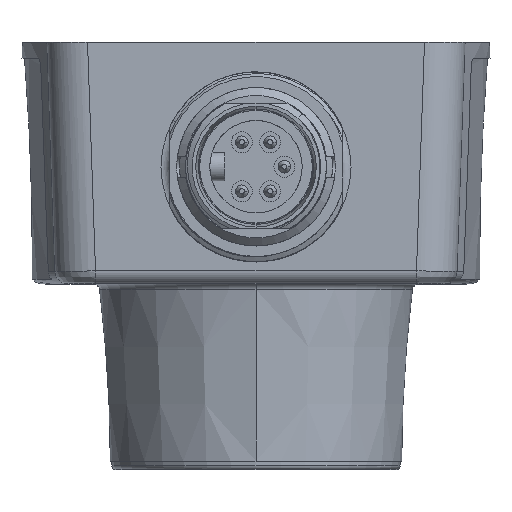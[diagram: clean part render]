
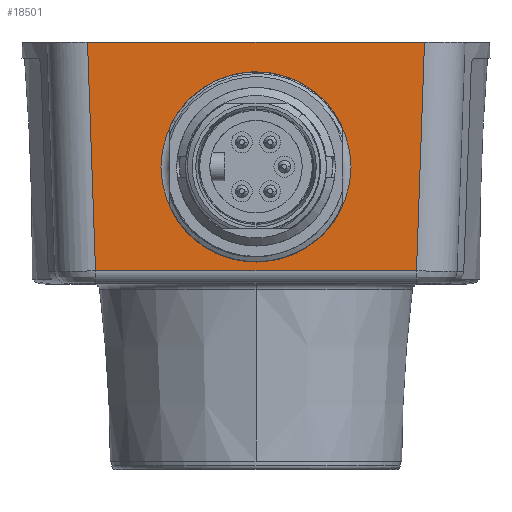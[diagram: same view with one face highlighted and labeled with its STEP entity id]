
A CAD part, top view. The second image highlights one B-rep face of the part: STEP entity #18501.
In plain terms, the highlighted planar face has unit normal (0, 0, 1).
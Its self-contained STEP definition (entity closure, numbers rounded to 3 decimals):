
#14=DIRECTION('',(-1.,0.,0.));
#15=VECTOR('',#14,53.192);
#16=CARTESIAN_POINT('',(26.596,38.1,0.));
#17=LINE('',#16,#15);
#518=DIRECTION('',(-1.,0.,0.));
#519=VECTOR('',#518,50.671);
#520=CARTESIAN_POINT('',(25.335,2.,0.));
#521=LINE('',#520,#519);
#1805=CARTESIAN_POINT('',(-26.596,38.1,0.));
#1807=DIRECTION('',(0.035,-0.999,0.));
#1808=VECTOR('',#1807,36.122);
#1809=CARTESIAN_POINT('',(-26.596,38.1,0.));
#1810=LINE('',#1809,#1808);
#1811=CARTESIAN_POINT('',(0.,18.4,0.));
#1812=DIRECTION('',(0.,0.,1.));
#1813=DIRECTION('',(0.,1.,0.));
#1814=AXIS2_PLACEMENT_3D('',#1811,#1812,#1813);
#1816=CARTESIAN_POINT('',(0.,18.4,0.));
#1817=DIRECTION('',(0.,0.,1.));
#1818=DIRECTION('',(0.,-1.,0.));
#1819=AXIS2_PLACEMENT_3D('',#1816,#1817,#1818);
#1821=DIRECTION('',(-0.035,-0.999,0.));
#1822=VECTOR('',#1821,36.122);
#1823=CARTESIAN_POINT('',(26.596,38.1,0.));
#1824=LINE('',#1823,#1822);
#1825=CARTESIAN_POINT('',(26.596,38.1,0.));
#14487=CARTESIAN_POINT('',(25.335,2.,0.));
#14488=CARTESIAN_POINT('',(-25.335,2.,0.));
#14489=VERTEX_POINT('',#14487);
#14490=VERTEX_POINT('',#14488);
#14491=VERTEX_POINT('',#1825);
#14492=VERTEX_POINT('',#1805);
#14724=CARTESIAN_POINT('',(0.,33.399,0.));
#14725=CARTESIAN_POINT('',(0.,3.401,0.));
#14726=VERTEX_POINT('',#14724);
#14727=VERTEX_POINT('',#14725);
#18483=CARTESIAN_POINT('',(-33.,38.1,0.));
#18484=DIRECTION('',(0.,0.,1.));
#18485=DIRECTION('',(1.,0.,0.));
#18486=AXIS2_PLACEMENT_3D('',#18483,#18484,#18485);
#18487=PLANE('',#18486);
#18488=ORIENTED_EDGE('',*,*,#16913,.T.);
#18489=ORIENTED_EDGE('',*,*,#18478,.F.);
#18490=ORIENTED_EDGE('',*,*,#16439,.F.);
#18492=ORIENTED_EDGE('',*,*,#18491,.T.);
#18493=EDGE_LOOP('',(#18488,#18489,#18490,#18492));
#18494=FACE_OUTER_BOUND('',#18493,.F.);
#18496=ORIENTED_EDGE('',*,*,#18495,.T.);
#18498=ORIENTED_EDGE('',*,*,#18497,.T.);
#18499=EDGE_LOOP('',(#18496,#18498));
#18500=FACE_BOUND('',#18499,.F.);
#18501=ADVANCED_FACE('',(#18494,#18500),#18487,.T.);
#1815=CIRCLE('',#1814,14.999);
#1820=CIRCLE('',#1819,14.999);
#16439=EDGE_CURVE('',#14491,#14492,#17,.T.);
#16913=EDGE_CURVE('',#14489,#14490,#521,.T.);
#18478=EDGE_CURVE('',#14492,#14490,#1810,.T.);
#18491=EDGE_CURVE('',#14491,#14489,#1824,.T.);
#18495=EDGE_CURVE('',#14726,#14727,#1815,.T.);
#18497=EDGE_CURVE('',#14727,#14726,#1820,.T.);
